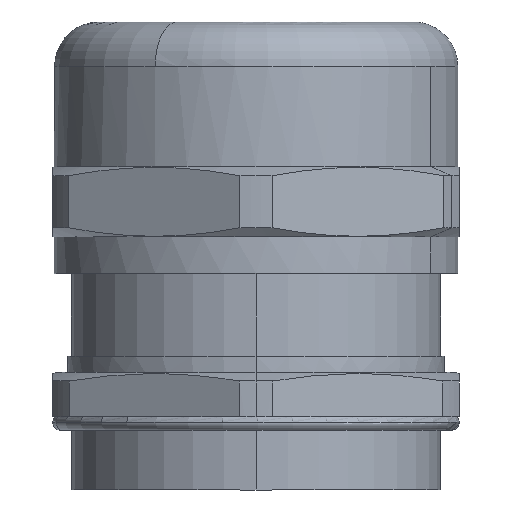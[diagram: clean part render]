
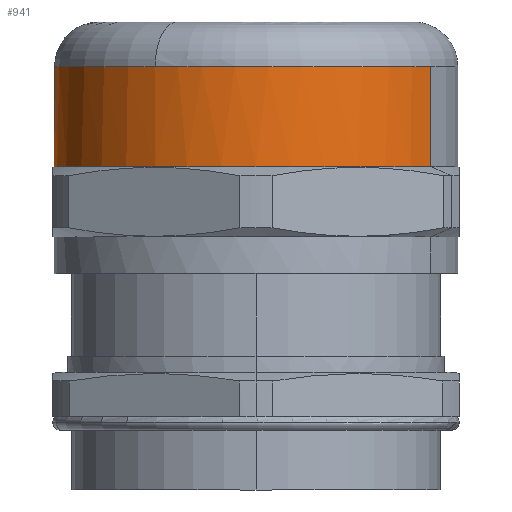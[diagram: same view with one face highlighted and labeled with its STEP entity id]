
A CAD part, front view. The second image highlights one B-rep face of the part: STEP entity #941.
In plain terms, the highlighted cylindrical face has radius 24.8 mm (diameter 49.6 mm), a partial arc.
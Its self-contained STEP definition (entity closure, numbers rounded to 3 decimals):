
#767=AXIS2_PLACEMENT_3D('Circle Axis2P3D',#765,#766,$) ;
#900=AXIS2_PLACEMENT_3D('Cylinder Axis2P3D',#897,#898,#899) ;
#762=CARTESIAN_POINT('Vertex',(46.477,15.4,39.74)) ;
#765=CARTESIAN_POINT('Axis2P3D Location',(25.,27.8,39.74)) ;
#769=CARTESIAN_POINT('Vertex',(3.523,40.2,39.74)) ;
#897=CARTESIAN_POINT('Axis2P3D Location',(25.,27.8,45.89)) ;
#902=CARTESIAN_POINT('Line Origine',(46.477,15.4,45.89)) ;
#906=CARTESIAN_POINT('Vertex',(46.477,15.4,52.04)) ;
#910=CARTESIAN_POINT('Control Point',(46.477,15.4,52.04)) ;
#911=CARTESIAN_POINT('Control Point',(42.582,8.653,52.04)) ;
#912=CARTESIAN_POINT('Control Point',(36.041,3.424,52.04)) ;
#913=CARTESIAN_POINT('Control Point',(27.626,1.17,52.04)) ;
#914=CARTESIAN_POINT('Control Point',(19.347,2.427,52.04)) ;
#915=CARTESIAN_POINT('Control Point',(12.6,6.323,52.04)) ;
#916=CARTESIAN_POINT('Vertex',(12.6,6.323,52.04)) ;
#920=CARTESIAN_POINT('Control Point',(12.6,6.323,52.04)) ;
#921=CARTESIAN_POINT('Control Point',(5.853,10.218,52.04)) ;
#922=CARTESIAN_POINT('Control Point',(0.624,16.759,52.04)) ;
#923=CARTESIAN_POINT('Control Point',(-1.63,25.174,52.04)) ;
#924=CARTESIAN_POINT('Control Point',(-0.373,33.453,52.04)) ;
#925=CARTESIAN_POINT('Control Point',(3.523,40.2,52.04)) ;
#926=CARTESIAN_POINT('Vertex',(3.523,40.2,52.04)) ;
#929=CARTESIAN_POINT('Line Origine',(3.523,40.2,45.89)) ;
#766=DIRECTION('Axis2P3D Direction',(0.,0.,-1.)) ;
#898=DIRECTION('Axis2P3D Direction',(0.,0.,-1.)) ;
#899=DIRECTION('Axis2P3D XDirection',(0.866,-0.5,0.)) ;
#903=DIRECTION('Vector Direction',(0.,0.,-1.)) ;
#930=DIRECTION('Vector Direction',(0.,0.,-1.)) ;
#904=VECTOR('Line Direction',#903,1.) ;
#931=VECTOR('Line Direction',#930,1.) ;
#935=ORIENTED_EDGE('',*,*,#908,.F.) ;
#936=ORIENTED_EDGE('',*,*,#918,.T.) ;
#937=ORIENTED_EDGE('',*,*,#928,.T.) ;
#938=ORIENTED_EDGE('',*,*,#933,.F.) ;
#939=ORIENTED_EDGE('',*,*,#771,.F.) ;
#941=ADVANCED_FACE('65292_PG36_OT\\Volumenk\X2\00F6\X0\rper1',(#940),#901,.T.) ;
#909=B_SPLINE_CURVE_WITH_KNOTS('',5,(#910,#911,#912,#913,#914,#915),.UNSPECIFIED.,.F.,.U.,(6,6),(-38.956,0.),.UNSPECIFIED.) ;
#919=B_SPLINE_CURVE_WITH_KNOTS('',5,(#920,#921,#922,#923,#924,#925),.UNSPECIFIED.,.F.,.U.,(6,6),(0.,38.956),.UNSPECIFIED.) ;
#768=CIRCLE('generated circle',#767,24.8) ;
#901=CYLINDRICAL_SURFACE('generated cylinder',#900,24.8) ;
#771=EDGE_CURVE('',#763,#770,#768,.T.) ;
#908=EDGE_CURVE('',#907,#763,#905,.T.) ;
#918=EDGE_CURVE('',#907,#917,#909,.T.) ;
#928=EDGE_CURVE('',#917,#927,#919,.T.) ;
#933=EDGE_CURVE('',#770,#927,#932,.F.) ;
#934=EDGE_LOOP('',(#935,#936,#937,#938,#939)) ;
#940=FACE_OUTER_BOUND('',#934,.T.) ;
#905=LINE('Line',#902,#904) ;
#932=LINE('Line',#929,#931) ;
#763=VERTEX_POINT('',#762) ;
#770=VERTEX_POINT('',#769) ;
#907=VERTEX_POINT('',#906) ;
#917=VERTEX_POINT('',#916) ;
#927=VERTEX_POINT('',#926) ;
